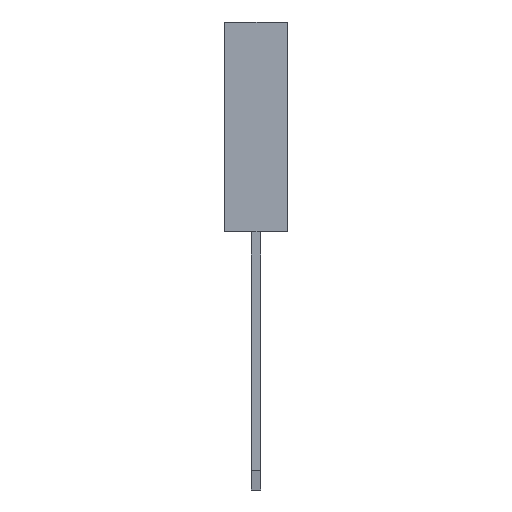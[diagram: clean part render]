
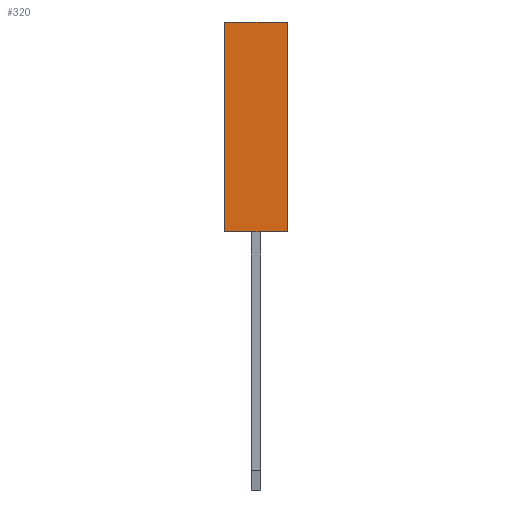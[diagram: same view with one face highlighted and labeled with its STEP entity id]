
A CAD part, left-side view. The second image highlights one B-rep face of the part: STEP entity #320.
In plain terms, the highlighted planar face has unit normal (-1, 0, 0).
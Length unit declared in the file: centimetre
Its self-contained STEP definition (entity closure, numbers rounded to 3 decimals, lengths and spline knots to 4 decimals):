
#2 = CARTESIAN_POINT ( 'NONE',  ( -0.127, 0.127, 0.85 ) ) ;
#69 = EDGE_LOOP ( 'NONE', ( #615, #1887, #2085, #1125 ) ) ;
#163 = DIRECTION ( 'NONE',  ( 0., 0., 1. ) ) ;
#166 = EDGE_CURVE ( 'NONE', #349, #560, #832, .T. ) ;
#223 = CARTESIAN_POINT ( 'NONE',  ( -0.127, 0.127, 0.85 ) ) ;
#320 = ADVANCED_FACE ( 'NONE', ( #1599 ), #1335, .T. ) ;
#349 = VERTEX_POINT ( 'NONE', #1264 ) ;
#386 = CARTESIAN_POINT ( 'NONE',  ( -0.127, 0., 0. ) ) ;
#491 = DIRECTION ( 'NONE',  ( 0., 1., 0. ) ) ;
#494 = CARTESIAN_POINT ( 'NONE',  ( -0.127, 0., 0.85 ) ) ;
#560 = VERTEX_POINT ( 'NONE', #1032 ) ;
#572 = DIRECTION ( 'NONE',  ( 0., 0., -1. ) ) ;
#608 = DIRECTION ( 'NONE',  ( 0., -1., 0. ) ) ;
#615 = ORIENTED_EDGE ( 'NONE', *, *, #1296, .T. ) ;
#713 = EDGE_CURVE ( 'NONE', #560, #1894, #952, .T. ) ;
#728 = VECTOR ( 'NONE', #491, 100. ) ;
#747 = EDGE_CURVE ( 'NONE', #1939, #349, #1517, .T. ) ;
#795 = VECTOR ( 'NONE', #572, 100. ) ;
#832 = LINE ( 'NONE', #386, #1151 ) ;
#952 = LINE ( 'NONE', #1186, #1890 ) ;
#1032 = CARTESIAN_POINT ( 'NONE',  ( -0.127, -0.127, 0. ) ) ;
#1125 = ORIENTED_EDGE ( 'NONE', *, *, #713, .T. ) ;
#1134 = CARTESIAN_POINT ( 'NONE',  ( -0.127, -0.127, 0.85 ) ) ;
#1137 = CARTESIAN_POINT ( 'NONE',  ( -0.127, 0., 0.85 ) ) ;
#1151 = VECTOR ( 'NONE', #608, 100. ) ;
#1186 = CARTESIAN_POINT ( 'NONE',  ( -0.127, -0.127, 0.85 ) ) ;
#1256 = LINE ( 'NONE', #1137, #728 ) ;
#1264 = CARTESIAN_POINT ( 'NONE',  ( -0.127, 0.127, 0. ) ) ;
#1296 = EDGE_CURVE ( 'NONE', #1894, #1939, #1256, .T. ) ;
#1335 = PLANE ( 'NONE',  #1357 ) ;
#1357 = AXIS2_PLACEMENT_3D ( 'NONE', #494, #1648, #163 ) ;
#1517 = LINE ( 'NONE', #223, #795 ) ;
#1599 = FACE_OUTER_BOUND ( 'NONE', #69, .T. ) ;
#1648 = DIRECTION ( 'NONE',  ( -1., 0., 0. ) ) ;
#1851 = DIRECTION ( 'NONE',  ( 0., 0., 1. ) ) ;
#1887 = ORIENTED_EDGE ( 'NONE', *, *, #747, .T. ) ;
#1890 = VECTOR ( 'NONE', #1851, 100. ) ;
#1894 = VERTEX_POINT ( 'NONE', #1134 ) ;
#1939 = VERTEX_POINT ( 'NONE', #2 ) ;
#2085 = ORIENTED_EDGE ( 'NONE', *, *, #166, .T. ) ;
